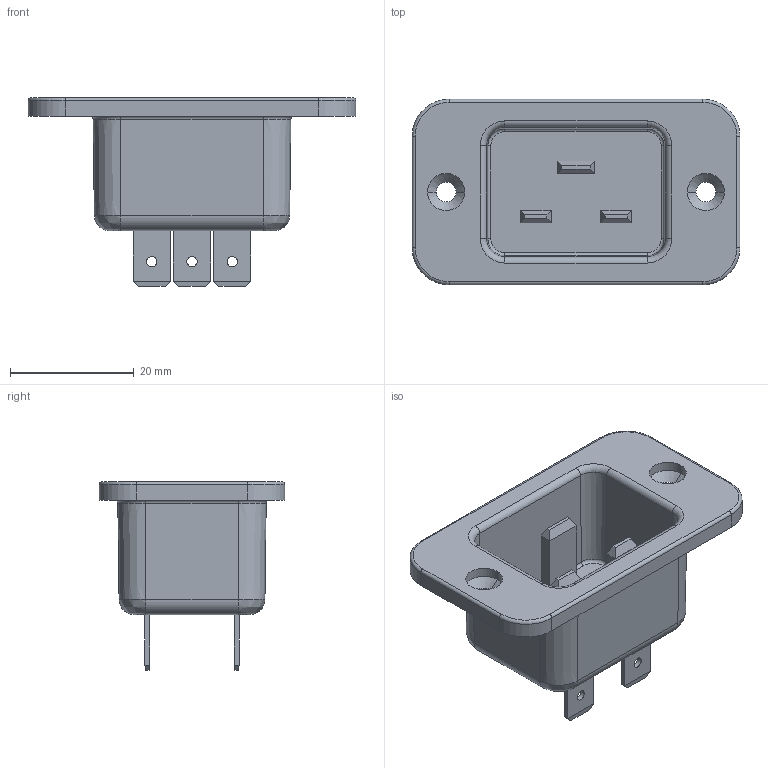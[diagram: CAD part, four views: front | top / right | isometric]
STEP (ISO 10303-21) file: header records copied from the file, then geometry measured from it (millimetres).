
FILE_DESCRIPTION((''),'2;1');
FILE_NAME('83030400_ASM','2017-10-09T',('Tim Linahon'),(''),'PRO/ENGINEER BY PARAMETRIC TECHNOLOGY CORPORATION, 2011330','PRO/ENGINEER BY PARAMETRIC TECHNOLOGY CORPORATION, 2011330','');
FILE_SCHEMA(('CONFIG_CONTROL_DESIGN'));
Length unit declared in the file: millimetre
Products named in the file (4): 83030400_C20_INLET; 83030400_C20_GRNDPIN_INLET; 83030400_C20_NPIN_INLET; 83030400_ASM
Assembly tree (4 placements, depth 2):
  83030400_ASM
    83030400_C20_INLET
    83030400_C20_GRNDPIN_INLET
    83030400_C20_NPIN_INLET  x2
Bounding box: 53 x 30 x 30.5 mm (x, y, z)
Volume: 7820.6 mm3; surface area: 8302.2 mm2
Topology: 4 solids, 4 shells, 144 faces, 330 edges, 196 vertices
Faces by surface type: plane 78, cylinder 34, torus 16, cone 12, bspline 4
Entity records: 3502 total; most frequent: DIRECTION 626, CARTESIAN_POINT 624, ORIENTED_EDGE 548, EDGE_CURVE 274, AXIS2_PLACEMENT_3D 228, VECTOR 170, LINE 170, VERTEX_POINT 162
